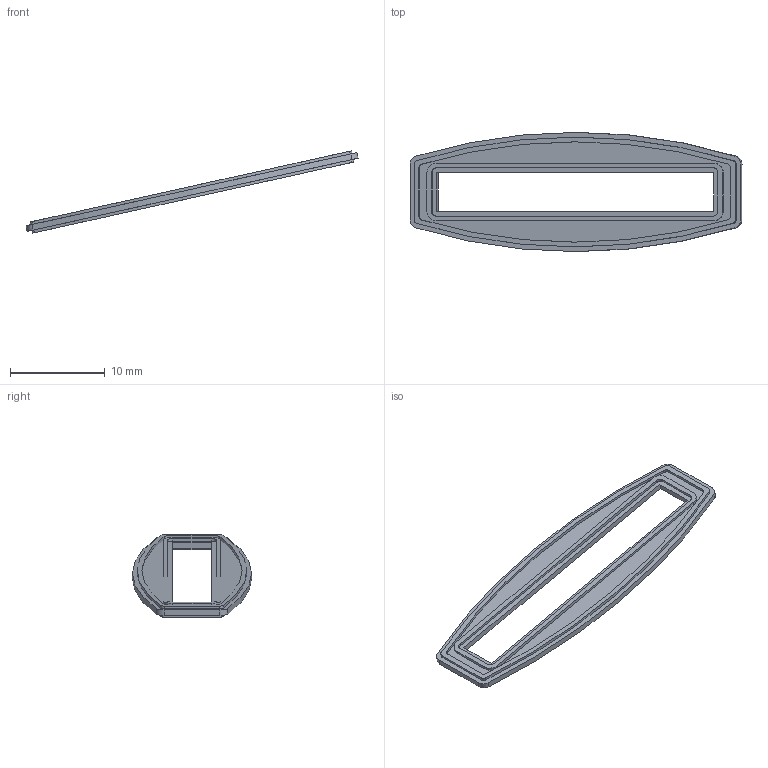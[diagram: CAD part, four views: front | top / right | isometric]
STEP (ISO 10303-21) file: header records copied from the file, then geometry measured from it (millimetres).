
FILE_DESCRIPTION(/* description */ (''),/* implementation_level */ '2;1');
FILE_NAME(/* name */ '3-3518_.stp',/* time_stamp */ '2016-06-02T11:45:33+02:00',/* author */ (''),/* organization */ (''),/* preprocessor_version */ 'ST-DEVELOPER v16.5',/* originating_system */ 'Autodesk Translation Framework v5.0.0.3310',/* authorisation */ '');
FILE_SCHEMA (('AUTOMOTIVE_DESIGN { 1 0 10303 214 3 1 1 }'));
Length unit declared in the file: centimetre
Products named in the file (1): 3-3518_
Bounding box: 35.08 x 12.6 x 8.7 mm (x, y, z)
Volume: 204.7 mm3; surface area: 805.3 mm2
Topology: 1 solids, 1 shells, 86 faces, 228 edges, 152 vertices
Faces by surface type: cylinder 46, plane 40
Entity records: 2732 total; most frequent: DIRECTION 494, CARTESIAN_POINT 467, ORIENTED_EDGE 456, EDGE_CURVE 228, AXIS2_PLACEMENT_3D 179, VERTEX_POINT 152, LINE 136, VECTOR 136
